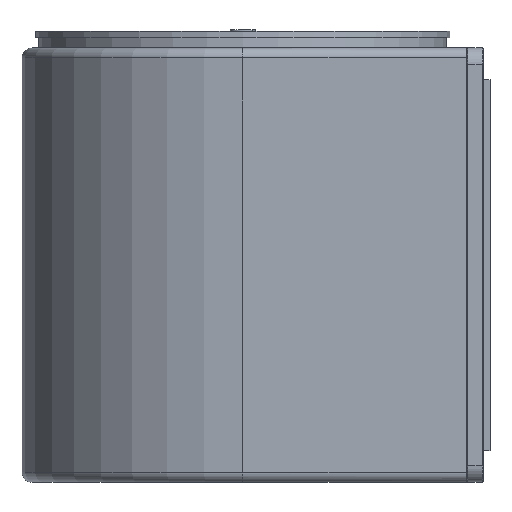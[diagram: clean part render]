
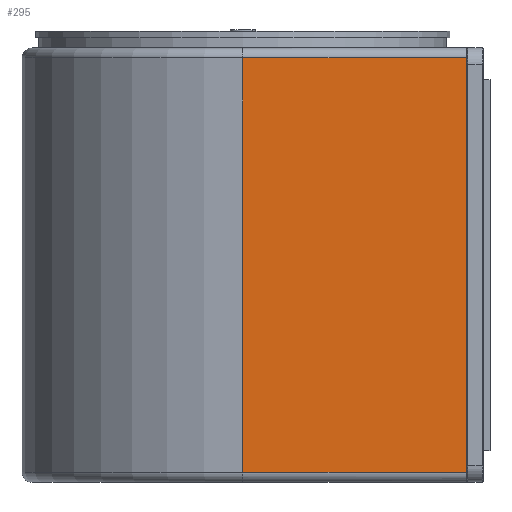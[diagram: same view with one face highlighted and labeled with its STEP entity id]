
A CAD part, left-side view. The second image highlights one B-rep face of the part: STEP entity #295.
In plain terms, the highlighted planar face has unit normal (-1, 0, 0).
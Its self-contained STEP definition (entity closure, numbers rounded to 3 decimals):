
#26 = EDGE_CURVE ( 'NONE', #35, #36, #1767, .T. ) ;
#30 = ORIENTED_EDGE ( 'NONE', *, *, #42, .T. ) ;
#31 = EDGE_CURVE ( 'NONE', #35, #34, #1752, .T. ) ;
#32 = VERTEX_POINT ( 'NONE', #1748 ) ;
#34 = VERTEX_POINT ( 'NONE', #1746 ) ;
#35 = VERTEX_POINT ( 'NONE', #1745 ) ;
#36 = VERTEX_POINT ( 'NONE', #1743 ) ;
#37 = ORIENTED_EDGE ( 'NONE', *, *, #31, .F. ) ;
#39 = ORIENTED_EDGE ( 'NONE', *, *, #26, .T. ) ;
#40 = EDGE_CURVE ( 'NONE', #36, #32, #1742, .T. ) ;
#42 = EDGE_CURVE ( 'NONE', #32, #34, #1735, .T. ) ;
#44 = ORIENTED_EDGE ( 'NONE', *, *, #40, .T. ) ;
#295 = ADVANCED_FACE ( 'NONE', ( #2238 ), #2237, .T. ) ;
#301 = EDGE_LOOP ( 'NONE', ( #37, #39, #44, #30 ) ) ;
#1735 = LINE ( 'NONE', #1797, #1796 ) ;
#1739 = DIRECTION ( 'NONE',  ( 0., 0., 1. ) ) ;
#1740 = VECTOR ( 'NONE', #1739, 1000. ) ;
#1741 = CARTESIAN_POINT ( 'NONE',  ( -66., 0., -130. ) ) ;
#1742 = LINE ( 'NONE', #1741, #1740 ) ;
#1743 = CARTESIAN_POINT ( 'NONE',  ( -66., 0., -127. ) ) ;
#1745 = CARTESIAN_POINT ( 'NONE',  ( -66., 67., -127. ) ) ;
#1746 = CARTESIAN_POINT ( 'NONE',  ( -66., 67., -3. ) ) ;
#1748 = CARTESIAN_POINT ( 'NONE',  ( -66., 0., -3. ) ) ;
#1749 = DIRECTION ( 'NONE',  ( 0., 0., 1. ) ) ;
#1750 = VECTOR ( 'NONE', #1749, 1000. ) ;
#1751 = CARTESIAN_POINT ( 'NONE',  ( -66., 67., -130. ) ) ;
#1752 = LINE ( 'NONE', #1751, #1750 ) ;
#1764 = DIRECTION ( 'NONE',  ( 0., -1., 0. ) ) ;
#1765 = VECTOR ( 'NONE', #1764, 1000. ) ;
#1766 = CARTESIAN_POINT ( 'NONE',  ( -66., 0., -127. ) ) ;
#1767 = LINE ( 'NONE', #1766, #1765 ) ;
#1795 = DIRECTION ( 'NONE',  ( 0., 1., 0. ) ) ;
#1796 = VECTOR ( 'NONE', #1795, 1000. ) ;
#1797 = CARTESIAN_POINT ( 'NONE',  ( -66., 67., -3. ) ) ;
#2232 = DIRECTION ( 'NONE',  ( 0., 0., 1. ) ) ;
#2233 = DIRECTION ( 'NONE',  ( -1., 0., 0. ) ) ;
#2234 = CARTESIAN_POINT ( 'NONE',  ( -66., 0., -130. ) ) ;
#2235 = AXIS2_PLACEMENT_3D ( 'NONE', #2234, #2233, #2232 ) ;
#2237 = PLANE ( 'NONE',  #2235 ) ;
#2238 = FACE_OUTER_BOUND ( 'NONE', #301, .T. ) ;
